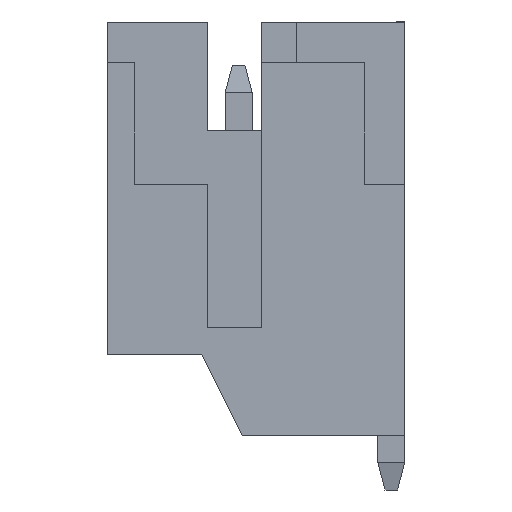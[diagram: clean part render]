
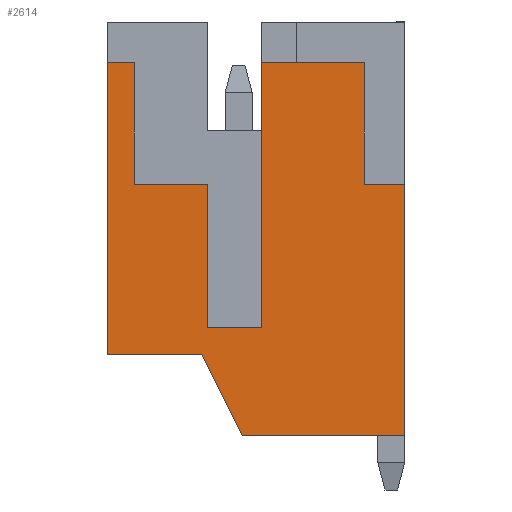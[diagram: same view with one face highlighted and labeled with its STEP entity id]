
A CAD part, left-side view. The second image highlights one B-rep face of the part: STEP entity #2614.
In plain terms, the highlighted planar face has unit normal (-1, 0, 0).
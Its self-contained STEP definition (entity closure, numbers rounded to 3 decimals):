
#18 = VERTEX_POINT ( 'NONE', #3039 ) ;
#69 = EDGE_CURVE ( 'NONE', #18, #1577, #4335, .T. ) ;
#97 = VERTEX_POINT ( 'NONE', #1544 ) ;
#212 = DIRECTION ( 'NONE',  ( 0., -1., 0. ) ) ;
#330 = EDGE_CURVE ( 'NONE', #3660, #4668, #881, .T. ) ;
#398 = DIRECTION ( 'NONE',  ( 0., -1., 0. ) ) ;
#443 = VERTEX_POINT ( 'NONE', #1270 ) ;
#465 = DIRECTION ( 'NONE',  ( 0., -1., 0. ) ) ;
#504 = EDGE_CURVE ( 'NONE', #1746, #4749, #4971, .T. ) ;
#541 = VERTEX_POINT ( 'NONE', #5111 ) ;
#637 = DIRECTION ( 'NONE',  ( 0., 0., -1. ) ) ;
#686 = DIRECTION ( 'NONE',  ( 0., 0., 1. ) ) ;
#745 = ORIENTED_EDGE ( 'NONE', *, *, #4081, .T. ) ;
#817 = VECTOR ( 'NONE', #686, 1000. ) ;
#833 = CARTESIAN_POINT ( 'NONE',  ( -3., 1.93, 3.15 ) ) ;
#881 = LINE ( 'NONE', #833, #1006 ) ;
#966 = CARTESIAN_POINT ( 'NONE',  ( -3., -0.42, 6.15 ) ) ;
#1006 = VECTOR ( 'NONE', #1639, 1000. ) ;
#1061 = DIRECTION ( 'NONE',  ( 0., -0.447, -0.894 ) ) ;
#1071 = EDGE_LOOP ( 'NONE', ( #2829, #1238, #3867, #4829, #2998, #3297, #3606, #745, #4548, #5286, #3285, #1301, #5156, #4311 ) ) ;
#1118 = LINE ( 'NONE', #2053, #3542 ) ;
#1132 = LINE ( 'NONE', #4033, #817 ) ;
#1180 = EDGE_CURVE ( 'NONE', #1577, #3279, #2921, .T. ) ;
#1238 = ORIENTED_EDGE ( 'NONE', *, *, #1852, .T. ) ;
#1240 = CARTESIAN_POINT ( 'NONE',  ( -3., -0.42, 0.5 ) ) ;
#1270 = CARTESIAN_POINT ( 'NONE',  ( -3., -2.32, 5.4 ) ) ;
#1301 = ORIENTED_EDGE ( 'NONE', *, *, #3290, .F. ) ;
#1359 = VECTOR ( 'NONE', #2493, 1000. ) ;
#1368 = VECTOR ( 'NONE', #5064, 1000. ) ;
#1451 = DIRECTION ( 'NONE',  ( 0., -1., 0. ) ) ;
#1544 = CARTESIAN_POINT ( 'NONE',  ( -3., 2.43, 5.4 ) ) ;
#1577 = VERTEX_POINT ( 'NONE', #4551 ) ;
#1613 = LINE ( 'NONE', #2507, #2628 ) ;
#1639 = DIRECTION ( 'NONE',  ( 0., 0., 1. ) ) ;
#1657 = CARTESIAN_POINT ( 'NONE',  ( -3., -0.07, -1.5 ) ) ;
#1746 = VERTEX_POINT ( 'NONE', #5045 ) ;
#1852 = EDGE_CURVE ( 'NONE', #97, #18, #3955, .T. ) ;
#2035 = VECTOR ( 'NONE', #1061, 1000. ) ;
#2053 = CARTESIAN_POINT ( 'NONE',  ( -3., -3.07, 5.4 ) ) ;
#2084 = LINE ( 'NONE', #4065, #2206 ) ;
#2145 = VERTEX_POINT ( 'NONE', #3507 ) ;
#2206 = VECTOR ( 'NONE', #398, 1000. ) ;
#2328 = CARTESIAN_POINT ( 'NONE',  ( -3., 1.93, 5.4 ) ) ;
#2335 = EDGE_CURVE ( 'NONE', #541, #4749, #1132, .T. ) ;
#2486 = CARTESIAN_POINT ( 'NONE',  ( -3., -2.32, 3.15 ) ) ;
#2493 = DIRECTION ( 'NONE',  ( 0., -1., 0. ) ) ;
#2507 = CARTESIAN_POINT ( 'NONE',  ( -3., -3.07, 5.4 ) ) ;
#2538 = CARTESIAN_POINT ( 'NONE',  ( -3., -3.07, 3.15 ) ) ;
#2549 = PLANE ( 'NONE',  #3754 ) ;
#2614 = ADVANCED_FACE ( 'NONE', ( #5019 ), #2549, .T. ) ;
#2628 = VECTOR ( 'NONE', #4999, 1000. ) ;
#2657 = VECTOR ( 'NONE', #637, 1000. ) ;
#2689 = CARTESIAN_POINT ( 'NONE',  ( -3., 1.93, 3.15 ) ) ;
#2763 = EDGE_CURVE ( 'NONE', #3892, #3142, #2959, .T. ) ;
#2795 = CARTESIAN_POINT ( 'NONE',  ( -3., -0.42, 0.5 ) ) ;
#2829 = ORIENTED_EDGE ( 'NONE', *, *, #3219, .T. ) ;
#2832 = VECTOR ( 'NONE', #4955, 1000. ) ;
#2921 = LINE ( 'NONE', #3883, #2035 ) ;
#2931 = CARTESIAN_POINT ( 'NONE',  ( -3., 0., 0. ) ) ;
#2959 = LINE ( 'NONE', #966, #1368 ) ;
#2998 = ORIENTED_EDGE ( 'NONE', *, *, #4988, .T. ) ;
#3039 = CARTESIAN_POINT ( 'NONE',  ( -3., 2.43, 0. ) ) ;
#3133 = CARTESIAN_POINT ( 'NONE',  ( -3., -0.42, 3.15 ) ) ;
#3142 = VERTEX_POINT ( 'NONE', #2795 ) ;
#3219 = EDGE_CURVE ( 'NONE', #4668, #97, #1118, .T. ) ;
#3279 = VERTEX_POINT ( 'NONE', #1657 ) ;
#3285 = ORIENTED_EDGE ( 'NONE', *, *, #3318, .F. ) ;
#3290 = EDGE_CURVE ( 'NONE', #2145, #4192, #3725, .T. ) ;
#3297 = ORIENTED_EDGE ( 'NONE', *, *, #2335, .T. ) ;
#3318 = EDGE_CURVE ( 'NONE', #4192, #3142, #3852, .T. ) ;
#3341 = DIRECTION ( 'NONE',  ( -1., 0., 0. ) ) ;
#3433 = DIRECTION ( 'NONE',  ( 0., 0., 1. ) ) ;
#3465 = VECTOR ( 'NONE', #3433, 1000. ) ;
#3507 = CARTESIAN_POINT ( 'NONE',  ( -3., 0.58, 3.15 ) ) ;
#3542 = VECTOR ( 'NONE', #4140, 1000. ) ;
#3606 = ORIENTED_EDGE ( 'NONE', *, *, #504, .F. ) ;
#3660 = VERTEX_POINT ( 'NONE', #2689 ) ;
#3725 = LINE ( 'NONE', #4934, #2832 ) ;
#3733 = CARTESIAN_POINT ( 'NONE',  ( -3., -0.42, 5.4 ) ) ;
#3752 = LINE ( 'NONE', #3133, #5166 ) ;
#3754 = AXIS2_PLACEMENT_3D ( 'NONE', #2931, #3341, #3773 ) ;
#3773 = DIRECTION ( 'NONE',  ( 0., -1., 0. ) ) ;
#3823 = CARTESIAN_POINT ( 'NONE',  ( -3., -2.32, 3.15 ) ) ;
#3852 = LINE ( 'NONE', #1240, #1359 ) ;
#3867 = ORIENTED_EDGE ( 'NONE', *, *, #69, .T. ) ;
#3873 = CARTESIAN_POINT ( 'NONE',  ( -3., 2.43, 0. ) ) ;
#3883 = CARTESIAN_POINT ( 'NONE',  ( -3., -0.07, -1.5 ) ) ;
#3892 = VERTEX_POINT ( 'NONE', #3733 ) ;
#3900 = EDGE_CURVE ( 'NONE', #443, #3892, #1613, .T. ) ;
#3932 = CARTESIAN_POINT ( 'NONE',  ( -3., 2.43, 6.15 ) ) ;
#3955 = LINE ( 'NONE', #3932, #2657 ) ;
#4033 = CARTESIAN_POINT ( 'NONE',  ( -3., -3.07, 6.15 ) ) ;
#4065 = CARTESIAN_POINT ( 'NONE',  ( -3., -3.07, -1.5 ) ) ;
#4081 = EDGE_CURVE ( 'NONE', #1746, #443, #4564, .T. ) ;
#4140 = DIRECTION ( 'NONE',  ( 0., 1., 0. ) ) ;
#4192 = VERTEX_POINT ( 'NONE', #4310 ) ;
#4310 = CARTESIAN_POINT ( 'NONE',  ( -3., 0.58, 0.5 ) ) ;
#4311 = ORIENTED_EDGE ( 'NONE', *, *, #330, .T. ) ;
#4335 = LINE ( 'NONE', #3873, #4528 ) ;
#4528 = VECTOR ( 'NONE', #212, 1000. ) ;
#4548 = ORIENTED_EDGE ( 'NONE', *, *, #3900, .T. ) ;
#4551 = CARTESIAN_POINT ( 'NONE',  ( -3., 0.68, 0. ) ) ;
#4564 = LINE ( 'NONE', #3823, #3465 ) ;
#4668 = VERTEX_POINT ( 'NONE', #2328 ) ;
#4749 = VERTEX_POINT ( 'NONE', #2538 ) ;
#4829 = ORIENTED_EDGE ( 'NONE', *, *, #1180, .T. ) ;
#4838 = VECTOR ( 'NONE', #465, 1000. ) ;
#4934 = CARTESIAN_POINT ( 'NONE',  ( -3., 0.58, 3.15 ) ) ;
#4955 = DIRECTION ( 'NONE',  ( 0., 0., -1. ) ) ;
#4965 = EDGE_CURVE ( 'NONE', #3660, #2145, #3752, .T. ) ;
#4971 = LINE ( 'NONE', #2486, #4838 ) ;
#4988 = EDGE_CURVE ( 'NONE', #3279, #541, #2084, .T. ) ;
#4999 = DIRECTION ( 'NONE',  ( 0., 1., 0. ) ) ;
#5019 = FACE_OUTER_BOUND ( 'NONE', #1071, .T. ) ;
#5045 = CARTESIAN_POINT ( 'NONE',  ( -3., -2.32, 3.15 ) ) ;
#5064 = DIRECTION ( 'NONE',  ( 0., 0., -1. ) ) ;
#5111 = CARTESIAN_POINT ( 'NONE',  ( -3., -3.07, -1.5 ) ) ;
#5156 = ORIENTED_EDGE ( 'NONE', *, *, #4965, .F. ) ;
#5166 = VECTOR ( 'NONE', #1451, 1000. ) ;
#5286 = ORIENTED_EDGE ( 'NONE', *, *, #2763, .T. ) ;
